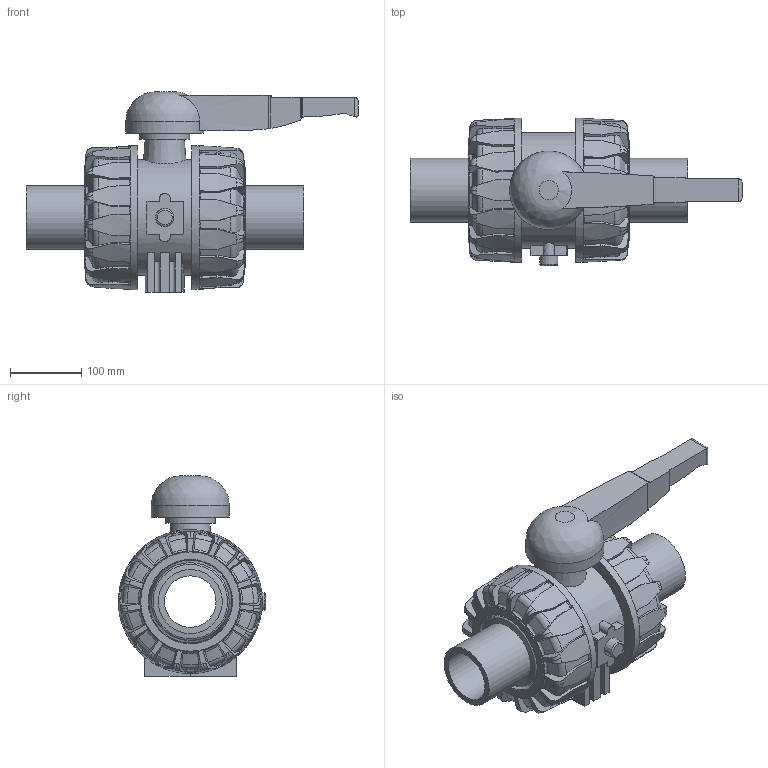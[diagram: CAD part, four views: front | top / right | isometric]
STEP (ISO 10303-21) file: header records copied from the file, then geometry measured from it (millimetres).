
FILE_DESCRIPTION(/* description */ (''),/* implementation_level */ '2;1');
FILE_NAME(/* name */ 'VKDBEM090E.iam.stp',/* time_stamp */ '2013-10-07T12:44:58+02:00',/* author */ ('bfaro'),/* organization */ (''),/* preprocessor_version */ 'ST-DEVELOPER v15.2',/* originating_system */ 'Autodesk Inventor 2014',/* authorisation */ '');
FILE_SCHEMA (('AUTOMOTIVE_DESIGN { 1 0 10303 214 3 1 1 }'));
Length unit declared in the file: millimetre
Products named in the file (5): cassa VKD_090; NTVKD090V; CVDE11090; 1MNC090; VKDBEM090E
Bounding box: 467.3 x 207.3 x 282 mm (x, y, z)
Volume: 6263829.8 mm3; surface area: 675998.7 mm2
Topology: 6 solids, 6 shells, 683 faces, 1936 edges, 1273 vertices
Faces by surface type: plane 201, cylinder 188, torus 153, cone 128, bspline 13
Full cylindrical faces by diameter (mm): 70 x1, 72.5 x2, 90 x3, 110 x1, 116.694 x2, 151 x2, 156.6 x2, 162.6 x1, 202.6 x2
Entity records: 15761 total; most frequent: CARTESIAN_POINT 6292, ORIENTED_EDGE 2096, DIRECTION 1827, EDGE_CURVE 1048, AXIS2_PLACEMENT_3D 799, VERTEX_POINT 704, EDGE_LOOP 414, B_SPLINE_CURVE_WITH_KNOTS 399
